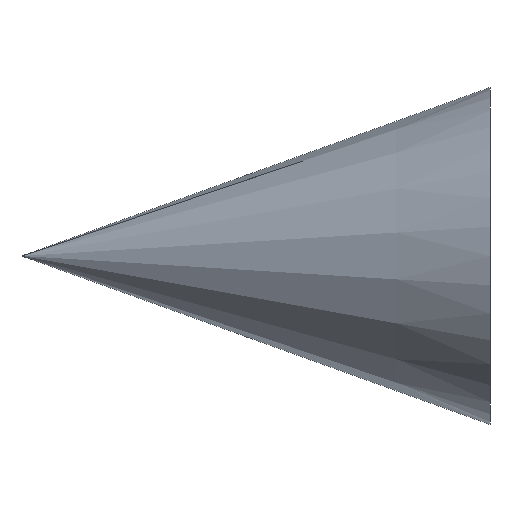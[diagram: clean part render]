
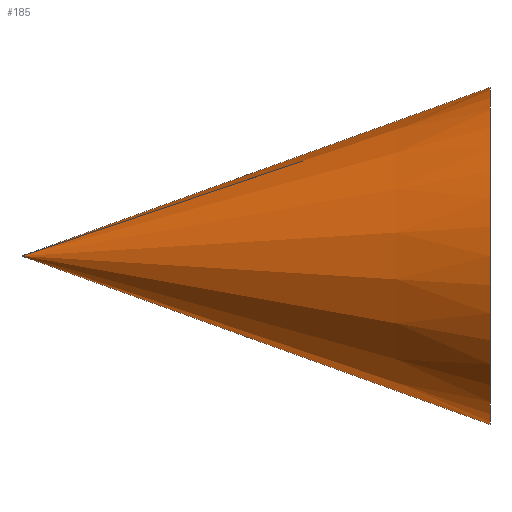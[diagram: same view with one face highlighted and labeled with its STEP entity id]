
A CAD part, left-side view. The second image highlights one B-rep face of the part: STEP entity #185.
In plain terms, the highlighted conical face has half-angle 19.799 degrees and reference radius 0.914 mm.
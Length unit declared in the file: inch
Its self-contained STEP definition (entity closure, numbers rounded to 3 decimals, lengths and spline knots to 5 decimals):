
#3 = VERTEX_POINT ( 'NONE', #23 ) ;
#5 = ORIENTED_EDGE ( 'NONE', *, *, #201, .F. ) ;
#14 = LINE ( 'NONE', #15, #16 ) ;
#15 = CARTESIAN_POINT ( 'NONE',  ( 0., 0., 0.036 ) ) ;
#16 = VECTOR ( 'NONE', #17, 39.37008 ) ;
#17 = DIRECTION ( 'NONE',  ( 0., -0.941, 0.339 ) ) ;
#18 = LINE ( 'NONE', #19, #20 ) ;
#19 = CARTESIAN_POINT ( 'NONE',  ( 0., 0., -0.036 ) ) ;
#20 = VECTOR ( 'NONE', #21, 39.37008 ) ;
#21 = DIRECTION ( 'NONE',  ( 0., -0.941, -0.339 ) ) ;
#23 = CARTESIAN_POINT ( 'NONE',  ( 0., 0., 0.036 ) ) ;
#25 = CIRCLE ( 'NONE', #26, 0.036 ) ;
#26 = AXIS2_PLACEMENT_3D ( 'NONE', #27, #28, #29 ) ;
#27 = CARTESIAN_POINT ( 'NONE',  ( 0., 0., 0. ) ) ;
#28 = DIRECTION ( 'NONE',  ( 0., -1., 0. ) ) ;
#29 = DIRECTION ( 'NONE',  ( 0., 0., -1. ) ) ;
#30 = CARTESIAN_POINT ( 'NONE',  ( 0., 0.1, 0. ) ) ;
#39 = VERTEX_POINT ( 'NONE', #30 ) ;
#55 = FACE_OUTER_BOUND ( 'NONE', #186, .T. ) ;
#56 = CONICAL_SURFACE ( 'NONE', #58, 0.036, 0.346 ) ;
#58 = AXIS2_PLACEMENT_3D ( 'NONE', #59, #60, #61 ) ;
#59 = CARTESIAN_POINT ( 'NONE',  ( 0., 0., 0. ) ) ;
#60 = DIRECTION ( 'NONE',  ( 0., -1., 0. ) ) ;
#61 = DIRECTION ( 'NONE',  ( 0., 0., -1. ) ) ;
#62 = CARTESIAN_POINT ( 'NONE',  ( 0., 0., -0.036 ) ) ;
#93 = ORIENTED_EDGE ( 'NONE', *, *, #206, .F. ) ;
#185 = ADVANCED_FACE ( 'NONE', ( #55 ), #56, .T. ) ;
#186 = EDGE_LOOP ( 'NONE', ( #5, #187, #93 ) ) ;
#187 = ORIENTED_EDGE ( 'NONE', *, *, #202, .T. ) ;
#190 = VERTEX_POINT ( 'NONE', #62 ) ;
#201 = EDGE_CURVE ( 'NONE', #39, #3, #14, .T. ) ;
#202 = EDGE_CURVE ( 'NONE', #39, #190, #18, .T. ) ;
#206 = EDGE_CURVE ( 'NONE', #3, #190, #25, .T. ) ;
